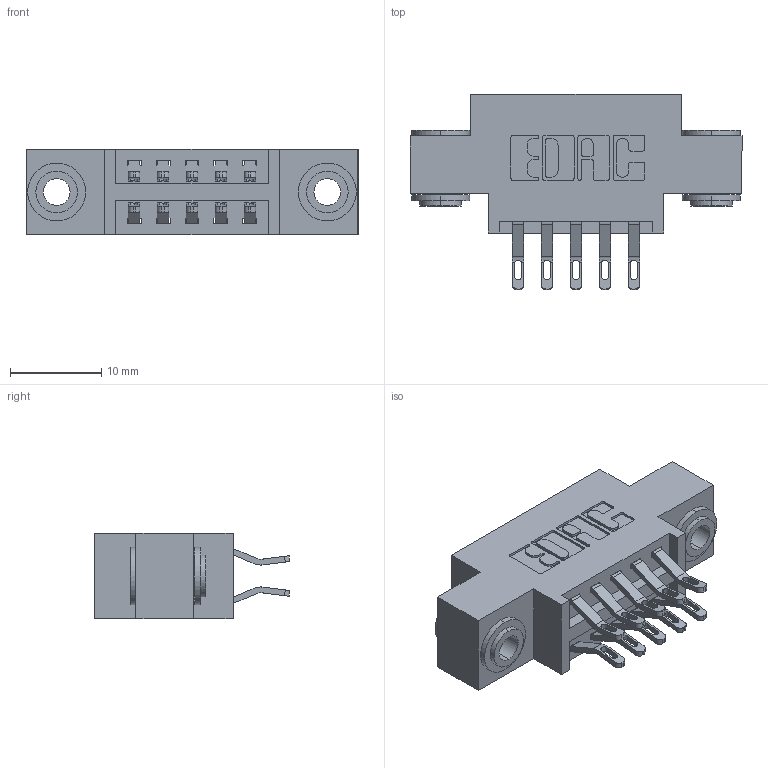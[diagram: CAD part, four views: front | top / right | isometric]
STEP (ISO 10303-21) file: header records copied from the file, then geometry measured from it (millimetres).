
FILE_DESCRIPTION (( 'STEP AP203' ), '1' );
FILE_NAME ('346-010-555-803.STEP', '2018-08-17T07:37:06', ( '' ), ( '' ), 'SwSTEP 2.0', 'SolidWorks 2016', '' );
FILE_SCHEMA (( 'CONFIG_CONTROL_DESIGN' ));
Length unit declared in the file: inch
Products named in the file (4): 345-250-002_345-250-002-102; 346-010-555-803; 346 Part_0.170 Offset - 0.156 Dia-TH; 345-292-001_555 Tail
Assembly tree (13 placements, depth 2):
  346-010-555-803
    346 Part_0.170 Offset - 0.156 Dia-TH
    345-292-001_555 Tail  x10
    345-250-002_345-250-002-102  x2
Bounding box: 36.45 x 21.46 x 9.4 mm (x, y, z)
Volume: 3160.6 mm3; surface area: 4260.2 mm2
Topology: 13 solids, 13 shells, 744 faces, 2247 edges, 1494 vertices
Faces by surface type: plane 420, cylinder 316, cone 8
Entity records: 9352 total; most frequent: CARTESIAN_POINT 1605, ORIENTED_EDGE 1502, DIRECTION 1465, EDGE_CURVE 751, VECTOR 555, LINE 555, VERTEX_POINT 498, AXIS2_PLACEMENT_3D 455
